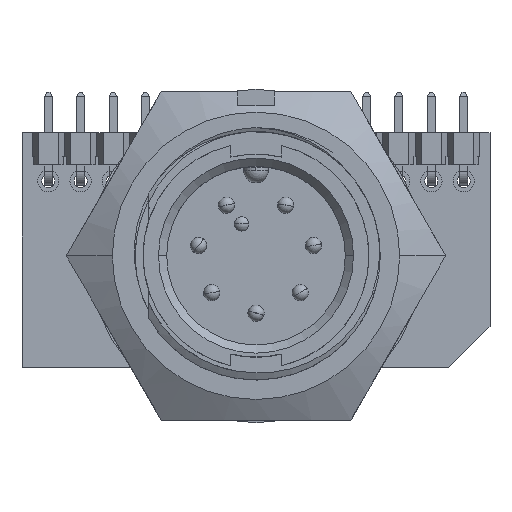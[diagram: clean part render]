
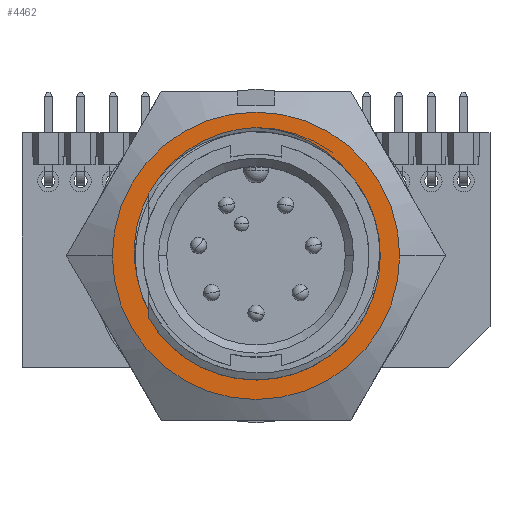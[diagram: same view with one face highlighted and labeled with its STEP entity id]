
A CAD part, top view. The second image highlights one B-rep face of the part: STEP entity #4462.
In plain terms, the highlighted planar face has unit normal (0, 0, 1).
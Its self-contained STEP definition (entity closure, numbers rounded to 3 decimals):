
#161 = EDGE_LOOP ( 'NONE', ( #17928, #21483 ) ) ;
#180 = CARTESIAN_POINT ( 'NONE',  ( 0.57, 7.904, -8.066 ) ) ;
#292 = CARTESIAN_POINT ( 'NONE',  ( 7.475, 1.355, -8.066 ) ) ;
#753 = CARTESIAN_POINT ( 'NONE',  ( -7.534, -0.057, -8.066 ) ) ;
#852 = CARTESIAN_POINT ( 'NONE',  ( -1.142, 7.839, -8.066 ) ) ;
#1176 = CARTESIAN_POINT ( 'NONE',  ( 0., 0., -8.066 ) ) ;
#1773 = AXIS2_PLACEMENT_3D ( 'NONE', #28053, #25660, #11089 ) ;
#2309 = EDGE_CURVE ( 'NONE', #19513, #26452, #11453, .T. ) ;
#2416 = EDGE_CURVE ( 'NONE', #4496, #16917, #18718, .T. ) ;
#2636 = CARTESIAN_POINT ( 'NONE',  ( 1.417, 7.769, -8.066 ) ) ;
#2732 = CARTESIAN_POINT ( 'NONE',  ( 7.532, -0.351, -8.066 ) ) ;
#3079 = CIRCLE ( 'NONE', #12606, 7.48 ) ;
#3191 = CARTESIAN_POINT ( 'NONE',  ( -7.475, 1.358, -8.066 ) ) ;
#3299 = CARTESIAN_POINT ( 'NONE',  ( 0., 7.938, -8.066 ) ) ;
#3627 = DIRECTION ( 'NONE',  ( -1., 0., 0. ) ) ;
#4462 = ADVANCED_FACE ( 'NONE', ( #26598, #15185 ), #8657, .F. ) ;
#4496 = VERTEX_POINT ( 'NONE', #28269 ) ;
#5063 = CARTESIAN_POINT ( 'NONE',  ( 2.774, 7.36, -8.066 ) ) ;
#5173 = CARTESIAN_POINT ( 'NONE',  ( 7.334, -1.47, -8.066 ) ) ;
#5382 = AXIS2_PLACEMENT_3D ( 'NONE', #1176, #18211, #3627 ) ;
#5621 = CARTESIAN_POINT ( 'NONE',  ( -7.04, 3.009, -8.066 ) ) ;
#7533 = CARTESIAN_POINT ( 'NONE',  ( 4.269, 6.536, -8.066 ) ) ;
#8080 = CARTESIAN_POINT ( 'NONE',  ( -6.251, 4.521, -8.066 ) ) ;
#8657 = PLANE ( 'NONE',  #1773 ) ;
#9318 = CARTESIAN_POINT ( 'NONE',  ( 0., 0., -8.066 ) ) ;
#9974 = CARTESIAN_POINT ( 'NONE',  ( 5.55, 5.413, -8.066 ) ) ;
#10421 = CARTESIAN_POINT ( 'NONE',  ( -7.45, -0.91, -8.066 ) ) ;
#10527 = CARTESIAN_POINT ( 'NONE',  ( -5.156, 5.813, -8.066 ) ) ;
#10687 = DIRECTION ( 'NONE',  ( 0., 0., -1. ) ) ;
#10699 = AXIS2_PLACEMENT_3D ( 'NONE', #25260, #10687, #27754 ) ;
#11089 = DIRECTION ( 'NONE',  ( -1., 0., 0. ) ) ;
#11453 = B_SPLINE_CURVE_WITH_KNOTS ( 'NONE', 3,
 ( #29919, #12857, #10421, #15334, #753, #17782, #3191, #20223, #5621, #22659, #8080, #25099, #10527, #27573, #12959, #30026, #15448, #852, #17890, #3299 ),
 .UNSPECIFIED., .F., .F.,
 ( 4, 2, 2, 2, 2, 2, 2, 2, 2, 4 ),
 ( 0., 0.001, 0.002, 0.003, 0.005, 0.007, 0.009, 0.01, 0.012, 0.014 ),
 .UNSPECIFIED. ) ;
#11758 = DIRECTION ( 'NONE',  ( 1., 0., 0. ) ) ;
#12410 = CARTESIAN_POINT ( 'NONE',  ( 6.557, 4.028, -8.066 ) ) ;
#12606 = AXIS2_PLACEMENT_3D ( 'NONE', #9318, #26340, #11758 ) ;
#12857 = CARTESIAN_POINT ( 'NONE',  ( -7.4, -1.192, -8.066 ) ) ;
#12959 = CARTESIAN_POINT ( 'NONE',  ( -3.795, 6.844, -8.066 ) ) ;
#13813 = ORIENTED_EDGE ( 'NONE', *, *, #2309, .T. ) ;
#14871 = CARTESIAN_POINT ( 'NONE',  ( 7.23, 2.457, -8.066 ) ) ;
#15185 = FACE_OUTER_BOUND ( 'NONE', #161, .T. ) ;
#15334 = CARTESIAN_POINT ( 'NONE',  ( -7.517, -0.343, -8.066 ) ) ;
#15448 = CARTESIAN_POINT ( 'NONE',  ( -2.248, 7.557, -8.066 ) ) ;
#16917 = VERTEX_POINT ( 'NONE', #28698 ) ;
#17217 = CARTESIAN_POINT ( 'NONE',  ( 1.136, 7.824, -8.066 ) ) ;
#17322 = CARTESIAN_POINT ( 'NONE',  ( 7.537, 0.781, -8.066 ) ) ;
#17782 = CARTESIAN_POINT ( 'NONE',  ( -7.536, 0.794, -8.066 ) ) ;
#17890 = CARTESIAN_POINT ( 'NONE',  ( -0.572, 7.92, -8.066 ) ) ;
#17928 = ORIENTED_EDGE ( 'NONE', *, *, #19893, .F. ) ;
#18111 = VERTEX_POINT ( 'NONE', #21373 ) ;
#18211 = DIRECTION ( 'NONE',  ( 0., 0., -1. ) ) ;
#18718 = CIRCLE ( 'NONE', #5382, 8.89 ) ;
#19513 = VERTEX_POINT ( 'NONE', #21890 ) ;
#19596 = EDGE_CURVE ( 'NONE', #26452, #18111, #30647, .T. ) ;
#19677 = CARTESIAN_POINT ( 'NONE',  ( 2.242, 7.558, -8.066 ) ) ;
#19778 = CARTESIAN_POINT ( 'NONE',  ( 7.466, -0.913, -8.066 ) ) ;
#19893 = EDGE_CURVE ( 'NONE', #16917, #4496, #29330, .T. ) ;
#20223 = CARTESIAN_POINT ( 'NONE',  ( -7.225, 2.475, -8.066 ) ) ;
#21373 = CARTESIAN_POINT ( 'NONE',  ( 7.334, -1.47, -8.066 ) ) ;
#21483 = ORIENTED_EDGE ( 'NONE', *, *, #2416, .F. ) ;
#21890 = CARTESIAN_POINT ( 'NONE',  ( -7.334, -1.47, -8.066 ) ) ;
#21999 = CARTESIAN_POINT ( 'NONE',  ( 0., 7.938, -8.066 ) ) ;
#22098 = CARTESIAN_POINT ( 'NONE',  ( 3.795, 6.845, -8.066 ) ) ;
#22659 = CARTESIAN_POINT ( 'NONE',  ( -6.555, 4.03, -8.066 ) ) ;
#24419 = ORIENTED_EDGE ( 'NONE', *, *, #19596, .T. ) ;
#24424 = CARTESIAN_POINT ( 'NONE',  ( 0.286, 7.929, -8.066 ) ) ;
#24526 = CARTESIAN_POINT ( 'NONE',  ( 5.145, 5.822, -8.066 ) ) ;
#24630 = EDGE_CURVE ( 'NONE', #19513, #18111, #3079, .T. ) ;
#25099 = CARTESIAN_POINT ( 'NONE',  ( -5.552, 5.41, -8.066 ) ) ;
#25260 = CARTESIAN_POINT ( 'NONE',  ( 0., 0., -8.066 ) ) ;
#25660 = DIRECTION ( 'NONE',  ( 0., 0., -1. ) ) ;
#26340 = DIRECTION ( 'NONE',  ( 0., 0., 1. ) ) ;
#26452 = VERTEX_POINT ( 'NONE', #27120 ) ;
#26598 = FACE_BOUND ( 'NONE', #30396, .T. ) ;
#26648 = ORIENTED_EDGE ( 'NONE', *, *, #24630, .F. ) ;
#27007 = CARTESIAN_POINT ( 'NONE',  ( 6.255, 4.516, -8.066 ) ) ;
#27120 = CARTESIAN_POINT ( 'NONE',  ( 0., 7.938, -8.066 ) ) ;
#27573 = CARTESIAN_POINT ( 'NONE',  ( -4.27, 6.536, -8.066 ) ) ;
#27754 = DIRECTION ( 'NONE',  ( -1., 0., 0. ) ) ;
#28053 = CARTESIAN_POINT ( 'NONE',  ( -5.866, -10.16, -8.066 ) ) ;
#28269 = CARTESIAN_POINT ( 'NONE',  ( 8.89, 0., -8.066 ) ) ;
#28698 = CARTESIAN_POINT ( 'NONE',  ( -8.89, 0., -8.066 ) ) ;
#29330 = CIRCLE ( 'NONE', #10699, 8.89 ) ;
#29472 = CARTESIAN_POINT ( 'NONE',  ( 7.047, 2.994, -8.066 ) ) ;
#29919 = CARTESIAN_POINT ( 'NONE',  ( -7.334, -1.47, -8.066 ) ) ;
#30026 = CARTESIAN_POINT ( 'NONE',  ( -2.787, 7.354, -8.066 ) ) ;
#30396 = EDGE_LOOP ( 'NONE', ( #13813, #24419, #26648 ) ) ;
#30647 = B_SPLINE_CURVE_WITH_KNOTS ( 'NONE', 3,
 ( #21999, #24424, #180, #17217, #2636, #19677, #5063, #22098, #7533, #24526, #9974, #27007, #12410, #29472, #14871, #292, #17322, #2732, #19778, #5173 ),
 .UNSPECIFIED., .F., .F.,
 ( 4, 2, 2, 2, 2, 2, 2, 2, 2, 4 ),
 ( 0., 0.001, 0.002, 0.003, 0.005, 0.007, 0.009, 0.01, 0.012, 0.014 ),
 .UNSPECIFIED. ) ;
